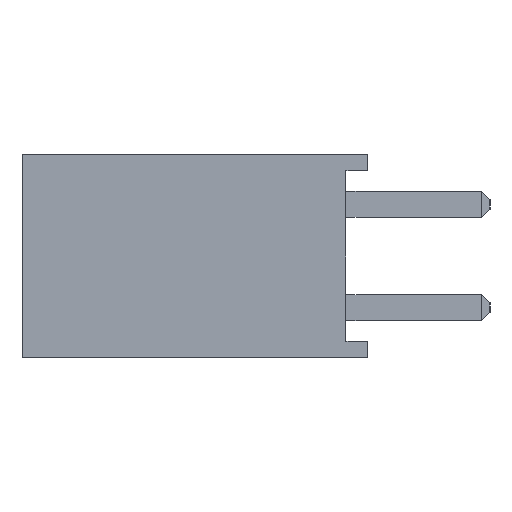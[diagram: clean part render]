
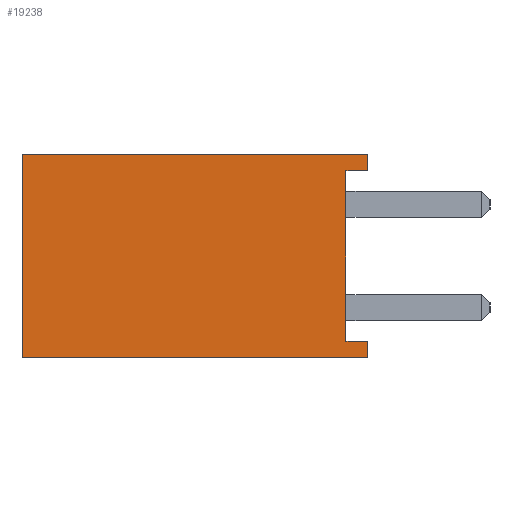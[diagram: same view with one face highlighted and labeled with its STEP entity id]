
A CAD part, left-side view. The second image highlights one B-rep face of the part: STEP entity #19238.
In plain terms, the highlighted planar face has unit normal (-1, 0, 0).
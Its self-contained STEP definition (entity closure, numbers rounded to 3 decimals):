
#503 = CARTESIAN_POINT ( 'NONE',  ( -1.27, 0., 2.5 ) ) ;
#1120 = CARTESIAN_POINT ( 'NONE',  ( -1.27, 0., 2.5 ) ) ;
#1609 = CARTESIAN_POINT ( 'NONE',  ( -1.27, 8.5, 2.5 ) ) ;
#2189 = VECTOR ( 'NONE', #19324, 1000. ) ;
#2250 = VERTEX_POINT ( 'NONE', #13047 ) ;
#2275 = CARTESIAN_POINT ( 'NONE',  ( -1.27, 0., 2.5 ) ) ;
#3218 = ORIENTED_EDGE ( 'NONE', *, *, #18860, .T. ) ;
#3281 = LINE ( 'NONE', #14289, #6337 ) ;
#3581 = EDGE_CURVE ( 'NONE', #19661, #11565, #23045, .T. ) ;
#3744 = ORIENTED_EDGE ( 'NONE', *, *, #3581, .F. ) ;
#5051 = EDGE_CURVE ( 'NONE', #9224, #2250, #3281, .T. ) ;
#5095 = ORIENTED_EDGE ( 'NONE', *, *, #19001, .T. ) ;
#5127 = LINE ( 'NONE', #1120, #18877 ) ;
#5141 = DIRECTION ( 'NONE',  ( 0., -1., 0. ) ) ;
#5964 = CARTESIAN_POINT ( 'NONE',  ( -1.27, 8.5, 2.5 ) ) ;
#6225 = VECTOR ( 'NONE', #19509, 1000. ) ;
#6337 = VECTOR ( 'NONE', #5141, 1000. ) ;
#6567 = EDGE_CURVE ( 'NONE', #19661, #22474, #5127, .T. ) ;
#6956 = LINE ( 'NONE', #14036, #2189 ) ;
#7213 = ORIENTED_EDGE ( 'NONE', *, *, #11238, .F. ) ;
#7674 = ORIENTED_EDGE ( 'NONE', *, *, #17608, .F. ) ;
#8579 = DIRECTION ( 'NONE',  ( 0., 0., -1. ) ) ;
#9224 = VERTEX_POINT ( 'NONE', #11021 ) ;
#9371 = EDGE_LOOP ( 'NONE', ( #7213, #3744, #21488, #7674, #22331, #3218, #5095, #18595 ) ) ;
#9423 = VECTOR ( 'NONE', #13492, 1000. ) ;
#10648 = DIRECTION ( 'NONE',  ( 0., 1., 0. ) ) ;
#11021 = CARTESIAN_POINT ( 'NONE',  ( -1.27, 0.54, -2.1 ) ) ;
#11050 = VERTEX_POINT ( 'NONE', #15432 ) ;
#11123 = LINE ( 'NONE', #19039, #9423 ) ;
#11238 = EDGE_CURVE ( 'NONE', #11565, #9224, #6956, .T. ) ;
#11510 = EDGE_CURVE ( 'NONE', #11050, #12304, #11123, .T. ) ;
#11565 = VERTEX_POINT ( 'NONE', #20753 ) ;
#11654 = CARTESIAN_POINT ( 'NONE',  ( -1.27, 0., 2.1 ) ) ;
#11768 = PLANE ( 'NONE',  #19794 ) ;
#12304 = VERTEX_POINT ( 'NONE', #5964 ) ;
#12597 = CARTESIAN_POINT ( 'NONE',  ( -1.27, 0., -2.5 ) ) ;
#13047 = CARTESIAN_POINT ( 'NONE',  ( -1.27, 0., -2.1 ) ) ;
#13492 = DIRECTION ( 'NONE',  ( 0., 0., 1. ) ) ;
#13901 = CARTESIAN_POINT ( 'NONE',  ( -1.27, 8.5, 2.5 ) ) ;
#14036 = CARTESIAN_POINT ( 'NONE',  ( -1.27, 0.54, 2.1 ) ) ;
#14289 = CARTESIAN_POINT ( 'NONE',  ( -1.27, 0., -2.1 ) ) ;
#14850 = CARTESIAN_POINT ( 'NONE',  ( -1.27, 8.5, -2.5 ) ) ;
#14894 = LINE ( 'NONE', #503, #21870 ) ;
#15226 = LINE ( 'NONE', #1609, #6225 ) ;
#15432 = CARTESIAN_POINT ( 'NONE',  ( -1.27, 8.5, -2.5 ) ) ;
#16022 = VECTOR ( 'NONE', #18055, 1000. ) ;
#17608 = EDGE_CURVE ( 'NONE', #12304, #22474, #15226, .T. ) ;
#17635 = DIRECTION ( 'NONE',  ( 1., 0., 0. ) ) ;
#18055 = DIRECTION ( 'NONE',  ( 0., -1., 0. ) ) ;
#18438 = DIRECTION ( 'NONE',  ( 0., 0., 1. ) ) ;
#18595 = ORIENTED_EDGE ( 'NONE', *, *, #5051, .F. ) ;
#18860 = EDGE_CURVE ( 'NONE', #11050, #21373, #23004, .T. ) ;
#18877 = VECTOR ( 'NONE', #20669, 1000. ) ;
#19001 = EDGE_CURVE ( 'NONE', #21373, #2250, #14894, .T. ) ;
#19039 = CARTESIAN_POINT ( 'NONE',  ( -1.27, 8.5, 2.5 ) ) ;
#19115 = VECTOR ( 'NONE', #10648, 1000. ) ;
#19238 = ADVANCED_FACE ( 'NONE', ( #22425 ), #11768, .F. ) ;
#19324 = DIRECTION ( 'NONE',  ( 0., 0., -1. ) ) ;
#19509 = DIRECTION ( 'NONE',  ( 0., -1., 0. ) ) ;
#19599 = CARTESIAN_POINT ( 'NONE',  ( -1.27, 0., 2.1 ) ) ;
#19661 = VERTEX_POINT ( 'NONE', #11654 ) ;
#19794 = AXIS2_PLACEMENT_3D ( 'NONE', #13901, #17635, #8579 ) ;
#20669 = DIRECTION ( 'NONE',  ( 0., 0., 1. ) ) ;
#20753 = CARTESIAN_POINT ( 'NONE',  ( -1.27, 0.54, 2.1 ) ) ;
#21373 = VERTEX_POINT ( 'NONE', #12597 ) ;
#21488 = ORIENTED_EDGE ( 'NONE', *, *, #6567, .T. ) ;
#21870 = VECTOR ( 'NONE', #18438, 1000. ) ;
#22331 = ORIENTED_EDGE ( 'NONE', *, *, #11510, .F. ) ;
#22425 = FACE_OUTER_BOUND ( 'NONE', #9371, .T. ) ;
#22474 = VERTEX_POINT ( 'NONE', #2275 ) ;
#23004 = LINE ( 'NONE', #14850, #16022 ) ;
#23045 = LINE ( 'NONE', #19599, #19115 ) ;
